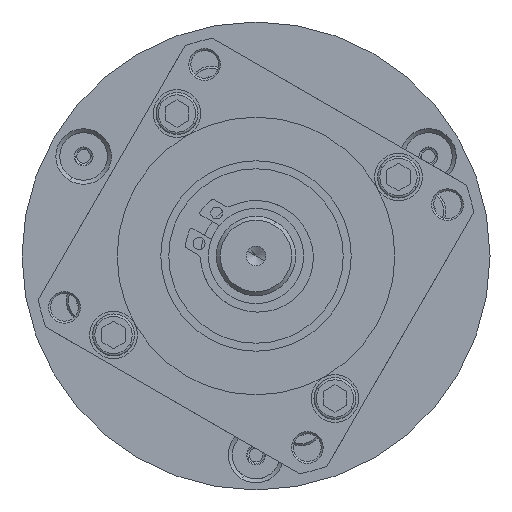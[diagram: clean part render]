
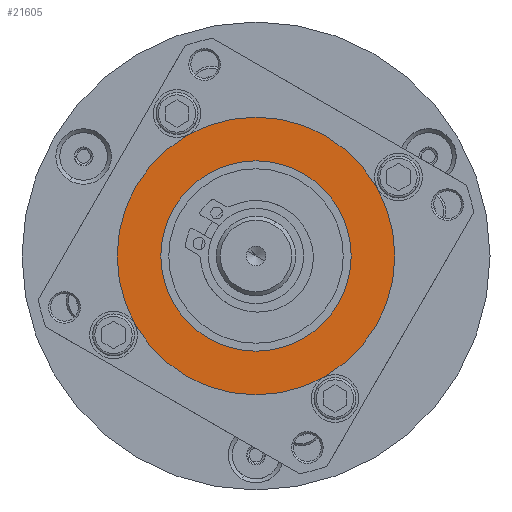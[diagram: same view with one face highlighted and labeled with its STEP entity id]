
A CAD part, front view. The second image highlights one B-rep face of the part: STEP entity #21605.
In plain terms, the highlighted planar face has unit normal (0, -1, 0).
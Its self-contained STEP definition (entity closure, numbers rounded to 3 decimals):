
#886 = CARTESIAN_POINT ( 'NONE',  ( -15.155, -57., 8.75 ) ) ;
#991 = VERTEX_POINT ( 'NONE', #16124 ) ;
#1322 = DIRECTION ( 'NONE',  ( -0.866, 0., 0.5 ) ) ;
#1682 = ORIENTED_EDGE ( 'NONE', *, *, #20708, .T. ) ;
#2505 = ORIENTED_EDGE ( 'NONE', *, *, #8697, .T. ) ;
#4245 = CARTESIAN_POINT ( 'NONE',  ( 0., -57., 0. ) ) ;
#4461 = AXIS2_PLACEMENT_3D ( 'NONE', #17280, #33996, #22740 ) ;
#4502 = VERTEX_POINT ( 'NONE', #886 ) ;
#4986 = CARTESIAN_POINT ( 'NONE',  ( 0., -57., 0. ) ) ;
#5322 = CIRCLE ( 'NONE', #4461, 12. ) ;
#6254 = DIRECTION ( 'NONE',  ( -0.866, 0., 0.5 ) ) ;
#6530 = CIRCLE ( 'NONE', #30217, 17.5 ) ;
#8697 = EDGE_CURVE ( 'NONE', #4502, #12433, #6530, .T. ) ;
#10237 = CARTESIAN_POINT ( 'NONE',  ( -10.392, -57., 6. ) ) ;
#11279 = AXIS2_PLACEMENT_3D ( 'NONE', #31355, #14965, #1322 ) ;
#11840 = CARTESIAN_POINT ( 'NONE',  ( 15.155, -57., -8.75 ) ) ;
#11932 = ORIENTED_EDGE ( 'NONE', *, *, #23931, .F. ) ;
#11933 = CARTESIAN_POINT ( 'NONE',  ( 0., -57., 0. ) ) ;
#12433 = VERTEX_POINT ( 'NONE', #11840 ) ;
#13199 = FACE_OUTER_BOUND ( 'NONE', #22593, .T. ) ;
#14790 = CIRCLE ( 'NONE', #28775, 12. ) ;
#14965 = DIRECTION ( 'NONE',  ( 0., -1., 0. ) ) ;
#16124 = CARTESIAN_POINT ( 'NONE',  ( 10.392, -57., -6. ) ) ;
#16341 = AXIS2_PLACEMENT_3D ( 'NONE', #4986, #18382, #32455 ) ;
#17061 = ORIENTED_EDGE ( 'NONE', *, *, #17997, .F. ) ;
#17280 = CARTESIAN_POINT ( 'NONE',  ( 0., -57., 0. ) ) ;
#17997 = EDGE_CURVE ( 'NONE', #991, #34652, #14790, .T. ) ;
#18382 = DIRECTION ( 'NONE',  ( 0., -1., 0. ) ) ;
#20708 = EDGE_CURVE ( 'NONE', #12433, #4502, #25003, .T. ) ;
#21605 = ADVANCED_FACE ( 'NONE', ( #13199, #34225 ), #26558, .T. ) ;
#22593 = EDGE_LOOP ( 'NONE', ( #1682, #2505 ) ) ;
#22740 = DIRECTION ( 'NONE',  ( -0.866, 0., 0.5 ) ) ;
#22856 = DIRECTION ( 'NONE',  ( 0., -1., 0. ) ) ;
#23931 = EDGE_CURVE ( 'NONE', #34652, #991, #5322, .T. ) ;
#25003 = CIRCLE ( 'NONE', #11279, 17.5 ) ;
#26030 = DIRECTION ( 'NONE',  ( 0., -1., 0. ) ) ;
#26558 = PLANE ( 'NONE',  #16341 ) ;
#27809 = EDGE_LOOP ( 'NONE', ( #11932, #17061 ) ) ;
#28775 = AXIS2_PLACEMENT_3D ( 'NONE', #4245, #26030, #34585 ) ;
#30217 = AXIS2_PLACEMENT_3D ( 'NONE', #11933, #22856, #6254 ) ;
#31355 = CARTESIAN_POINT ( 'NONE',  ( 0., -57., 0. ) ) ;
#32455 = DIRECTION ( 'NONE',  ( -0.5, 0., -0.866 ) ) ;
#33996 = DIRECTION ( 'NONE',  ( 0., -1., 0. ) ) ;
#34225 = FACE_BOUND ( 'NONE', #27809, .T. ) ;
#34585 = DIRECTION ( 'NONE',  ( -0.866, 0., 0.5 ) ) ;
#34652 = VERTEX_POINT ( 'NONE', #10237 ) ;
